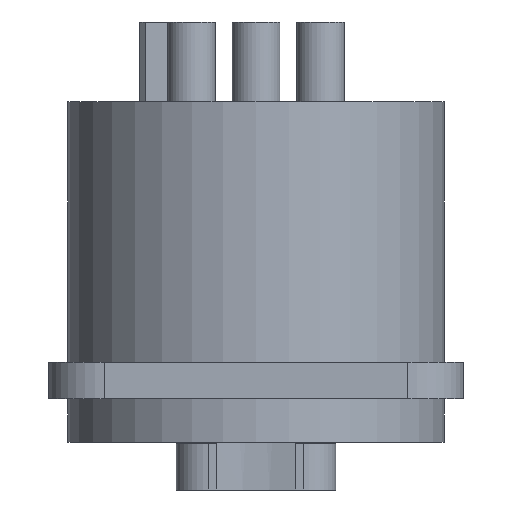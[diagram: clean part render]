
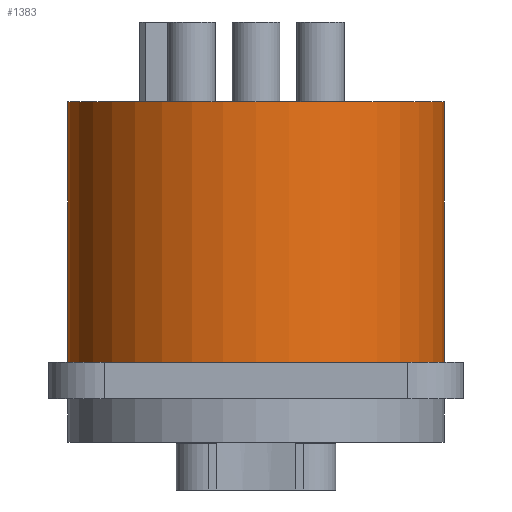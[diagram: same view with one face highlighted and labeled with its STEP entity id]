
A CAD part, front view. The second image highlights one B-rep face of the part: STEP entity #1383.
In plain terms, the highlighted cylindrical face has radius 11.8 mm (diameter 23.6 mm), a partial arc.
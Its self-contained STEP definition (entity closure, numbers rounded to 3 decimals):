
#161=CARTESIAN_POINT('',(0.,0.,2.3));
#162=DIRECTION('',(0.,0.,-1.));
#163=DIRECTION('',(1.,0.,0.));
#164=AXIS2_PLACEMENT_3D('',#161,#162,#163);
#218=DIRECTION('',(0.,0.,-1.));
#219=VECTOR('',#218,16.3);
#220=CARTESIAN_POINT('',(-11.8,0.,18.6));
#221=LINE('',#220,#219);
#234=DIRECTION('',(0.,0.,-1.));
#235=VECTOR('',#234,16.3);
#236=CARTESIAN_POINT('',(11.8,0.,18.6));
#237=LINE('',#236,#235);
#571=CARTESIAN_POINT('',(0.,0.,18.6));
#572=DIRECTION('',(0.,0.,-1.));
#573=DIRECTION('',(1.,0.,0.));
#574=AXIS2_PLACEMENT_3D('',#571,#572,#573);
#828=CARTESIAN_POINT('',(-11.8,0.,18.6));
#829=CARTESIAN_POINT('',(11.8,0.,18.6));
#830=VERTEX_POINT('',#828);
#831=VERTEX_POINT('',#829);
#840=CARTESIAN_POINT('',(-11.8,0.,2.3));
#841=VERTEX_POINT('',#840);
#842=CARTESIAN_POINT('',(11.8,0.,2.3));
#843=VERTEX_POINT('',#842);
#1371=CARTESIAN_POINT('',(0.,0.,18.6));
#1372=DIRECTION('',(0.,0.,-1.));
#1373=DIRECTION('',(-1.,0.,0.));
#1374=AXIS2_PLACEMENT_3D('',#1371,#1372,#1373);
#1375=CYLINDRICAL_SURFACE('',#1374,11.8);
#1376=ORIENTED_EDGE('',*,*,#1325,.F.);
#1378=ORIENTED_EDGE('',*,*,#1377,.F.);
#1379=ORIENTED_EDGE('',*,*,#1328,.T.);
#1380=ORIENTED_EDGE('',*,*,#1207,.T.);
#1381=EDGE_LOOP('',(#1376,#1378,#1379,#1380));
#1382=FACE_OUTER_BOUND('',#1381,.F.);
#1383=ADVANCED_FACE('',(#1382),#1375,.T.);
#165=CIRCLE('',#164,11.8);
#575=CIRCLE('',#574,11.8);
#1207=EDGE_CURVE('',#843,#841,#165,.T.);
#1325=EDGE_CURVE('',#830,#841,#221,.T.);
#1328=EDGE_CURVE('',#831,#843,#237,.T.);
#1377=EDGE_CURVE('',#831,#830,#575,.T.);
